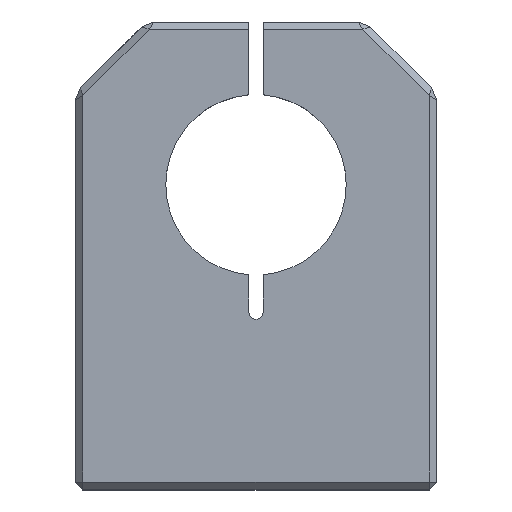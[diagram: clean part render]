
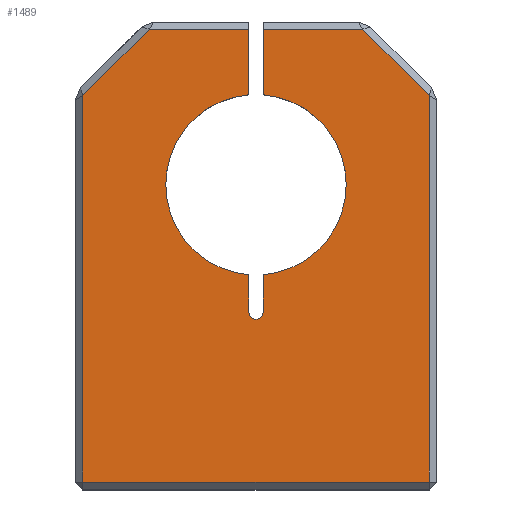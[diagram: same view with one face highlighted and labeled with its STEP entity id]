
A CAD part, top view. The second image highlights one B-rep face of the part: STEP entity #1489.
In plain terms, the highlighted planar face has unit normal (0, 0, 1).
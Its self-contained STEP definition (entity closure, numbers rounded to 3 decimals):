
#97=PLANE('',#1602);
#180=FACE_OUTER_BOUND('',#280,.T.);
#280=EDGE_LOOP('',(#1282,#1283,#1284,#1285,#1286,#1287,#1288,#1289,#1290,
#1291,#1292,#1293,#1294,#1295,#1296));
#315=LINE('',#2085,#486);
#383=LINE('',#2248,#554);
#420=LINE('',#2321,#591);
#434=LINE('',#2347,#605);
#435=LINE('',#2349,#606);
#438=LINE('',#2354,#609);
#440=LINE('',#2357,#611);
#446=LINE('',#2369,#617);
#462=LINE('',#2398,#633);
#465=LINE('',#2406,#636);
#466=LINE('',#2409,#637);
#486=VECTOR('',#1661,10.);
#554=VECTOR('',#1803,10.);
#591=VECTOR('',#1870,10.);
#605=VECTOR('',#1900,10.);
#606=VECTOR('',#1903,10.);
#609=VECTOR('',#1910,10.);
#611=VECTOR('',#1914,10.);
#617=VECTOR('',#1928,10.);
#633=VECTOR('',#1964,10.);
#636=VECTOR('',#1971,10.);
#637=VECTOR('',#1974,10.);
#654=CIRCLE('',#1517,1.);
#656=CIRCLE('',#1520,1.);
#671=CIRCLE('',#1603,12.75);
#672=CIRCLE('',#1604,12.75);
#685=VERTEX_POINT('',#2069);
#686=VERTEX_POINT('',#2070);
#689=VERTEX_POINT('',#2078);
#691=VERTEX_POINT('',#2084);
#745=VERTEX_POINT('',#2237);
#748=VERTEX_POINT('',#2244);
#756=VERTEX_POINT('',#2276);
#760=VERTEX_POINT('',#2285);
#762=VERTEX_POINT('',#2293);
#767=VERTEX_POINT('',#2307);
#769=VERTEX_POINT('',#2315);
#776=VERTEX_POINT('',#2367);
#779=VERTEX_POINT('',#2397);
#782=VERTEX_POINT('',#2405);
#783=VERTEX_POINT('',#2408);
#799=EDGE_CURVE('',#685,#686,#654,.T.);
#803=EDGE_CURVE('',#686,#689,#656,.T.);
#806=EDGE_CURVE('',#691,#689,#315,.T.);
#886=EDGE_CURVE('',#745,#748,#383,.T.);
#923=EDGE_CURVE('',#769,#767,#420,.T.);
#937=EDGE_CURVE('',#762,#769,#434,.T.);
#938=EDGE_CURVE('',#767,#760,#435,.T.);
#941=EDGE_CURVE('',#756,#762,#438,.T.);
#943=EDGE_CURVE('',#760,#745,#440,.T.);
#949=EDGE_CURVE('',#776,#756,#446,.T.);
#965=EDGE_CURVE('',#779,#748,#462,.T.);
#969=EDGE_CURVE('',#776,#782,#465,.T.);
#970=EDGE_CURVE('',#782,#691,#671,.T.);
#971=EDGE_CURVE('',#685,#783,#466,.T.);
#972=EDGE_CURVE('',#783,#779,#672,.T.);
#1282=ORIENTED_EDGE('',*,*,#886,.F.);
#1283=ORIENTED_EDGE('',*,*,#943,.F.);
#1284=ORIENTED_EDGE('',*,*,#938,.F.);
#1285=ORIENTED_EDGE('',*,*,#923,.F.);
#1286=ORIENTED_EDGE('',*,*,#937,.F.);
#1287=ORIENTED_EDGE('',*,*,#941,.F.);
#1288=ORIENTED_EDGE('',*,*,#949,.F.);
#1289=ORIENTED_EDGE('',*,*,#969,.T.);
#1290=ORIENTED_EDGE('',*,*,#970,.T.);
#1291=ORIENTED_EDGE('',*,*,#806,.T.);
#1292=ORIENTED_EDGE('',*,*,#803,.F.);
#1293=ORIENTED_EDGE('',*,*,#799,.F.);
#1294=ORIENTED_EDGE('',*,*,#971,.T.);
#1295=ORIENTED_EDGE('',*,*,#972,.T.);
#1296=ORIENTED_EDGE('',*,*,#965,.T.);
#1489=ADVANCED_FACE('',(#180),#97,.T.);
#1517=AXIS2_PLACEMENT_3D('',#2071,#1646,#1647);
#1520=AXIS2_PLACEMENT_3D('',#2079,#1654,#1655);
#1602=AXIS2_PLACEMENT_3D('',#2404,#1969,#1970);
#1603=AXIS2_PLACEMENT_3D('',#2407,#1972,#1973);
#1604=AXIS2_PLACEMENT_3D('',#2410,#1975,#1976);
#1646=DIRECTION('center_axis',(0.,0.,1.));
#1647=DIRECTION('ref_axis',(-0.707,-0.707,0.));
#1654=DIRECTION('center_axis',(0.,0.,1.));
#1655=DIRECTION('ref_axis',(0.707,-0.707,0.));
#1661=DIRECTION('',(0.,-1.,0.));
#1803=DIRECTION('',(1.,0.,0.));
#1870=DIRECTION('',(-1.,0.,0.));
#1900=DIRECTION('',(0.,-1.,0.));
#1903=DIRECTION('',(0.,1.,0.));
#1910=DIRECTION('',(0.707,-0.707,0.));
#1914=DIRECTION('',(0.707,0.707,0.));
#1928=DIRECTION('',(1.,0.,0.));
#1964=DIRECTION('',(0.,1.,0.));
#1969=DIRECTION('center_axis',(0.,0.,1.));
#1970=DIRECTION('ref_axis',(1.,0.,0.));
#1971=DIRECTION('',(0.,-1.,0.));
#1972=DIRECTION('center_axis',(0.,0.,-1.));
#1973=DIRECTION('ref_axis',(1.,0.,0.));
#1974=DIRECTION('',(0.,1.,0.));
#1975=DIRECTION('center_axis',(0.,0.,-1.));
#1976=DIRECTION('ref_axis',(1.,0.,0.));
#2069=CARTESIAN_POINT('',(-5.,-9.,76.));
#2070=CARTESIAN_POINT('',(-4.,-10.,76.));
#2071=CARTESIAN_POINT('Origin',(-4.,-9.,76.));
#2078=CARTESIAN_POINT('',(-3.,-9.,76.));
#2079=CARTESIAN_POINT('Origin',(-4.,-9.,76.));
#2084=CARTESIAN_POINT('',(-3.,-3.711,76.));
#2085=CARTESIAN_POINT('',(-3.,2.644,76.));
#2237=CARTESIAN_POINT('',(-19.086,31.,76.));
#2244=CARTESIAN_POINT('',(-5.,31.,76.));
#2248=CARTESIAN_POINT('',(-2.,31.,76.));
#2276=CARTESIAN_POINT('',(11.086,31.,76.));
#2285=CARTESIAN_POINT('',(-28.5,21.586,76.));
#2293=CARTESIAN_POINT('',(20.5,21.586,76.));
#2307=CARTESIAN_POINT('',(-28.5,-33.,76.));
#2315=CARTESIAN_POINT('',(20.5,-33.,76.));
#2321=CARTESIAN_POINT('',(-19.25,-33.,76.));
#2347=CARTESIAN_POINT('',(20.5,-4.25,76.));
#2349=CARTESIAN_POINT('',(-28.5,23.25,76.));
#2354=CARTESIAN_POINT('',(16.043,26.043,76.));
#2357=CARTESIAN_POINT('',(-22.043,28.043,76.));
#2367=CARTESIAN_POINT('',(-3.,31.,76.));
#2369=CARTESIAN_POINT('',(-2.,31.,76.));
#2397=CARTESIAN_POINT('',(-5.,21.711,76.));
#2398=CARTESIAN_POINT('',(-5.,15.856,76.));
#2404=CARTESIAN_POINT('Origin',(0.,9.5,76.));
#2405=CARTESIAN_POINT('',(-3.,21.711,76.));
#2406=CARTESIAN_POINT('',(-3.,20.75,76.));
#2407=CARTESIAN_POINT('Origin',(-4.,9.,76.));
#2408=CARTESIAN_POINT('',(-5.,-3.711,76.));
#2409=CARTESIAN_POINT('',(-5.,-0.25,76.));
#2410=CARTESIAN_POINT('Origin',(-4.,9.,76.));
